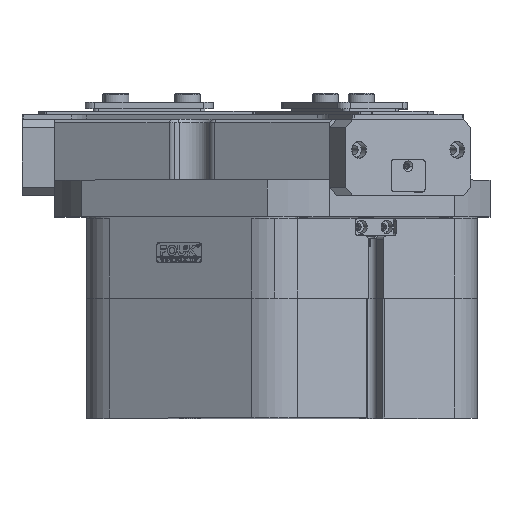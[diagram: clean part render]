
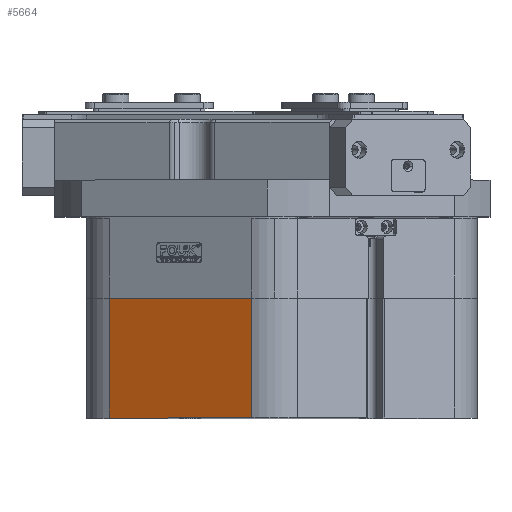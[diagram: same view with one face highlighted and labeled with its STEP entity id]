
A CAD part, top view. The second image highlights one B-rep face of the part: STEP entity #5664.
In plain terms, the highlighted face is planar.
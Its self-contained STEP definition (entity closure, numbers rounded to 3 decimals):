
#277 = CARTESIAN_POINT ( 'NONE',  ( 105., 0., -80.252 ) ) ;
#1576 = EDGE_CURVE ( 'NONE', #27746, #23156, #22132, .T. ) ;
#2452 = CARTESIAN_POINT ( 'NONE',  ( 105., 0., -80.252 ) ) ;
#5282 = CARTESIAN_POINT ( 'NONE',  ( 105., 74., -80.252 ) ) ;
#5578 = CARTESIAN_POINT ( 'NONE',  ( 244., 0., 0. ) ) ;
#5664 = ADVANCED_FACE ( 'NONE', ( #35014 ), #18159, .T. ) ;
#5864 = EDGE_CURVE ( 'NONE', #35307, #38180, #8662, .T. ) ;
#5962 = ORIENTED_EDGE ( 'NONE', *, *, #5864, .T. ) ;
#8662 = LINE ( 'NONE', #2452, #31109 ) ;
#9456 = DIRECTION ( 'NONE',  ( -0.866, 0., -0.5 ) ) ;
#10073 = DIRECTION ( 'NONE',  ( 0.5, 0., -0.866 ) ) ;
#10935 = DIRECTION ( 'NONE',  ( 0., -1., 0. ) ) ;
#13735 = ORIENTED_EDGE ( 'NONE', *, *, #39017, .F. ) ;
#15609 = EDGE_CURVE ( 'NONE', #38180, #27746, #16891, .T. ) ;
#16891 = LINE ( 'NONE', #50097, #45173 ) ;
#18159 = PLANE ( 'NONE',  #50179 ) ;
#18189 = LINE ( 'NONE', #5282, #40036 ) ;
#22132 = LINE ( 'NONE', #32431, #36294 ) ;
#23156 = VERTEX_POINT ( 'NONE', #23554 ) ;
#23177 = CARTESIAN_POINT ( 'NONE',  ( 17., 0., -131.059 ) ) ;
#23554 = CARTESIAN_POINT ( 'NONE',  ( 17., 74., -131.059 ) ) ;
#27746 = VERTEX_POINT ( 'NONE', #23177 ) ;
#31109 = VECTOR ( 'NONE', #10935, 1000. ) ;
#32431 = CARTESIAN_POINT ( 'NONE',  ( 17., 0., -131.059 ) ) ;
#35014 = FACE_OUTER_BOUND ( 'NONE', #44477, .T. ) ;
#35307 = VERTEX_POINT ( 'NONE', #40706 ) ;
#36294 = VECTOR ( 'NONE', #40726, 1000. ) ;
#38180 = VERTEX_POINT ( 'NONE', #277 ) ;
#39017 = EDGE_CURVE ( 'NONE', #35307, #23156, #18189, .T. ) ;
#40036 = VECTOR ( 'NONE', #50443, 1000. ) ;
#40706 = CARTESIAN_POINT ( 'NONE',  ( 105., 74., -80.252 ) ) ;
#40726 = DIRECTION ( 'NONE',  ( 0., 1., 0. ) ) ;
#42448 = DIRECTION ( 'NONE',  ( -0.866, 0., -0.5 ) ) ;
#44477 = EDGE_LOOP ( 'NONE', ( #52218, #13735, #5962, #47131 ) ) ;
#45173 = VECTOR ( 'NONE', #9456, 1000. ) ;
#47131 = ORIENTED_EDGE ( 'NONE', *, *, #15609, .T. ) ;
#50097 = CARTESIAN_POINT ( 'NONE',  ( 61., 0., -105.655 ) ) ;
#50179 = AXIS2_PLACEMENT_3D ( 'NONE', #5578, #10073, #42448 ) ;
#50443 = DIRECTION ( 'NONE',  ( -0.866, 0., -0.5 ) ) ;
#52218 = ORIENTED_EDGE ( 'NONE', *, *, #1576, .T. ) ;
